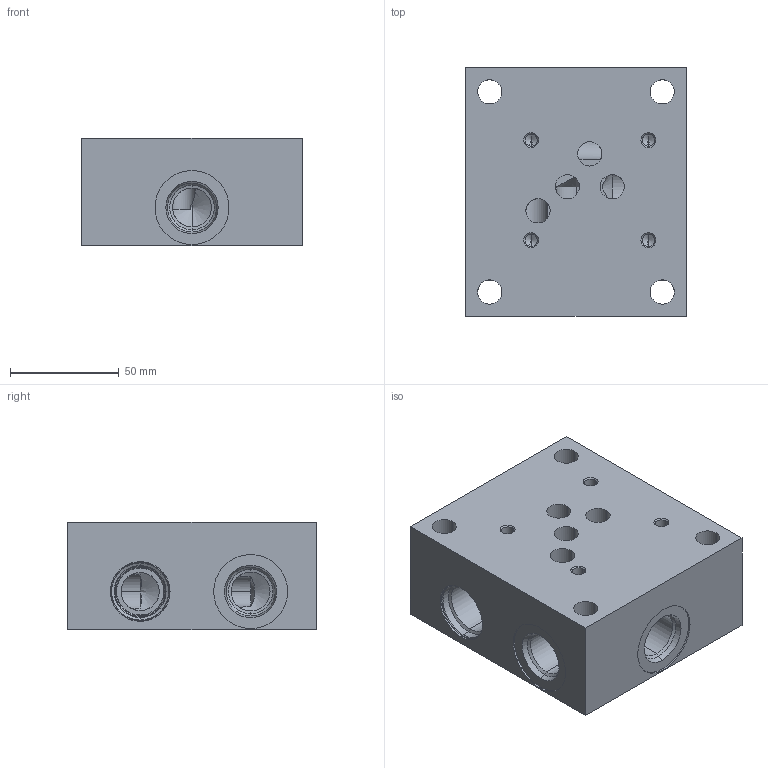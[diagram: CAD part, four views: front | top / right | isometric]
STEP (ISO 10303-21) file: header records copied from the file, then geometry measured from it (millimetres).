
FILE_DESCRIPTION((''),'2;1');
FILE_NAME('CSK_ASM','2021-08-02T',('ProEService'),(''),'PRO/ENGINEER BY PARAMETRIC TECHNOLOGY CORPORATION, 2014200','PRO/ENGINEER BY PARAMETRIC TECHNOLOGY CORPORATION, 2014200','');
FILE_SCHEMA(('CONFIG_CONTROL_DESIGN'));
Length unit declared in the file: inch
Products named in the file (3): 150-256-002; 340-004; CSK_ASM
Assembly tree (2 placements, depth 2):
  CSK_ASM
    150-256-002
    340-004
Bounding box: 101.6 x 114.3 x 49.23 mm (x, y, z)
Volume: 458634.5 mm3; surface area: 70511.6 mm2
Topology: 2 solids, 2 shells, 165 faces, 609 edges, 548 vertices
Faces by surface type: cone 69, cylinder 64, plane 30, torus 2
Entity records: 7172 total; most frequent: CARTESIAN_POINT 2070, DIRECTION 1101, ORIENTED_EDGE 808, EDGE_CURVE 404, AXIS2_PLACEMENT_3D 369, VECTOR 363, LINE 363, VERTEX_POINT 252
